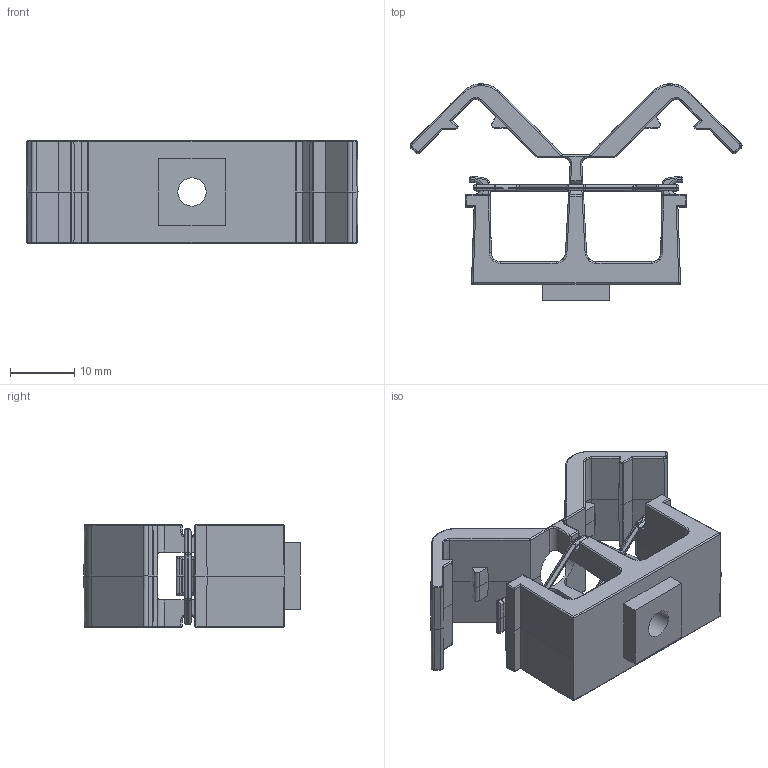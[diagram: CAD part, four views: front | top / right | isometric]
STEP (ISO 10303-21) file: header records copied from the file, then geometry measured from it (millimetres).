
FILE_DESCRIPTION(/* description */ ('KriTec Clip-Kabelbinder mit Gummi Nut 10 mit Zylinderschraube vz. DIN 912 M4x10'),/* implementation_level */ '2;1');
FILE_NAME(/* name */ '81352_KriTec_Clip-Kabelbinder_mit_Gummi_Nut_10_mit_Schraube.stp',/* time_stamp */ '2021-12-10T12:21:45+01:00',/* author */ ('Nell'),/* organization */ (''),/* preprocessor_version */ 'ST-DEVELOPER v17',/* originating_system */ 'Autodesk Inventor 2018',/* authorisation */ '');
FILE_SCHEMA (('AUTOMOTIVE_DESIGN { 1 0 10303 214 3 1 1 }'));
Length unit declared in the file: millimetre
Products named in the file (3): 81352; 81352_KriTec_Clip-Kabelbinder_mit_Gummi_Nut_10_mit_Schraube; Gummi
Assembly tree (2 placements, depth 2):
  81352
    81352_KriTec_Clip-Kabelbinder_mit_Gummi_Nut_10_mit_Schraube
    Gummi
Bounding box: 51.73 x 33.7 x 16 mm (x, y, z)
Volume: 5900.2 mm3; surface area: 5600 mm2
Topology: 2 solids, 2 shells, 601 faces, 1418 edges, 760 vertices
Faces by surface type: cylinder 260, plane 155, bspline 130, sphere 44, cone 8, torus 4
Full cylindrical faces by diameter (mm): 4.4 x1, 7.7 x1
Entity records: 18911 total; most frequent: CARTESIAN_POINT 5135, DIRECTION 2930, ORIENTED_EDGE 2716, EDGE_CURVE 1358, AXIS2_PLACEMENT_3D 1133, VERTEX_POINT 760, LINE 664, VECTOR 664
